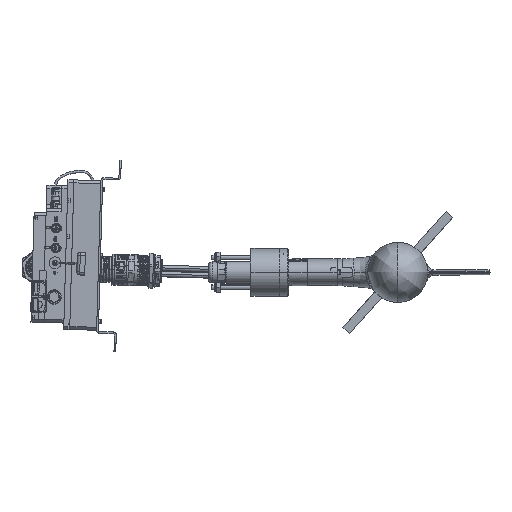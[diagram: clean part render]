
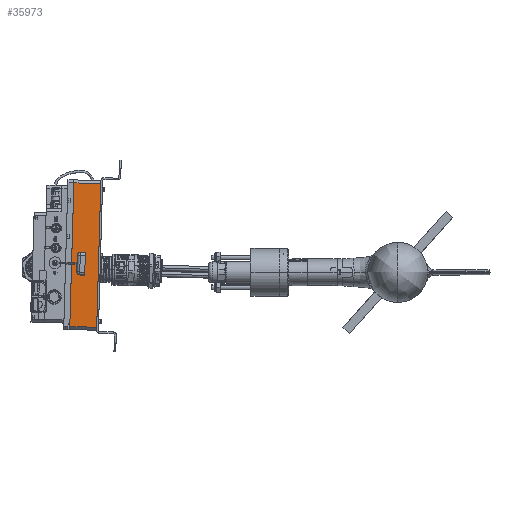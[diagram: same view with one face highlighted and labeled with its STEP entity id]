
A CAD part, left-side view. The second image highlights one B-rep face of the part: STEP entity #35973.
In plain terms, the highlighted planar face has unit normal (-1, 0, 0).
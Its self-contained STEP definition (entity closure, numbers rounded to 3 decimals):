
#5022 = ORIENTED_EDGE ( 'NONE', *, *, #143137, .T. ) ;
#10268 = VERTEX_POINT ( 'NONE', #112156 ) ;
#10544 = EDGE_CURVE ( 'NONE', #44635, #118411, #114261, .T. ) ;
#12045 = CARTESIAN_POINT ( 'NONE',  ( -780.453, 566.666, 149.553 ) ) ;
#13930 = ORIENTED_EDGE ( 'NONE', *, *, #10544, .T. ) ;
#16542 = CARTESIAN_POINT ( 'NONE',  ( -780.453, 573.665, -95.347 ) ) ;
#17401 = CARTESIAN_POINT ( 'NONE',  ( -780.453, 528.54, -91.634 ) ) ;
#19401 = VECTOR ( 'NONE', #27589, 1000. ) ;
#24860 = DIRECTION ( 'NONE',  ( 0., -0.029, 1. ) ) ;
#27589 = DIRECTION ( 'NONE',  ( 0., -0.029, 1. ) ) ;
#28910 = VECTOR ( 'NONE', #88242, 1000. ) ;
#35474 = EDGE_CURVE ( 'NONE', #10268, #118411, #98862, .T. ) ;
#35973 = ADVANCED_FACE ( 'NONE', ( #83149 ), #58447, .F. ) ;
#44635 = VERTEX_POINT ( 'NONE', #69146 ) ;
#58272 = CARTESIAN_POINT ( 'NONE',  ( -780.453, 528.683, -96.632 ) ) ;
#58447 = PLANE ( 'NONE',  #81901 ) ;
#59038 = CARTESIAN_POINT ( 'NONE',  ( -780.453, 528.54, -91.634 ) ) ;
#63017 = LINE ( 'NONE', #17401, #28910 ) ;
#69146 = CARTESIAN_POINT ( 'NONE',  ( -780.453, 521.685, 148.268 ) ) ;
#71620 = VECTOR ( 'NONE', #24860, 1000. ) ;
#73206 = ORIENTED_EDGE ( 'NONE', *, *, #35474, .F. ) ;
#81901 = AXIS2_PLACEMENT_3D ( 'NONE', #106021, #93887, #116689 ) ;
#83149 = FACE_OUTER_BOUND ( 'NONE', #148673, .T. ) ;
#83740 = ORIENTED_EDGE ( 'NONE', *, *, #113875, .T. ) ;
#87748 = VECTOR ( 'NONE', #97115, 1000. ) ;
#88242 = DIRECTION ( 'NONE',  ( 0., -1., -0.029 ) ) ;
#93887 = DIRECTION ( 'NONE',  ( 1., 0., 0. ) ) ;
#97115 = DIRECTION ( 'NONE',  ( 0., 1., 0.029 ) ) ;
#98862 = LINE ( 'NONE', #16542, #19401 ) ;
#106021 = CARTESIAN_POINT ( 'NONE',  ( -780.453, 573.665, -95.347 ) ) ;
#112156 = CARTESIAN_POINT ( 'NONE',  ( -780.453, 573.522, -90.349 ) ) ;
#113875 = EDGE_CURVE ( 'NONE', #137508, #44635, #124619, .T. ) ;
#114261 = LINE ( 'NONE', #12045, #87748 ) ;
#116689 = DIRECTION ( 'NONE',  ( 0., -0.029, 1. ) ) ;
#118411 = VERTEX_POINT ( 'NONE', #136043 ) ;
#124619 = LINE ( 'NONE', #58272, #71620 ) ;
#136043 = CARTESIAN_POINT ( 'NONE',  ( -780.453, 566.666, 149.553 ) ) ;
#137508 = VERTEX_POINT ( 'NONE', #59038 ) ;
#143137 = EDGE_CURVE ( 'NONE', #10268, #137508, #63017, .T. ) ;
#148673 = EDGE_LOOP ( 'NONE', ( #83740, #13930, #73206, #5022 ) ) ;
